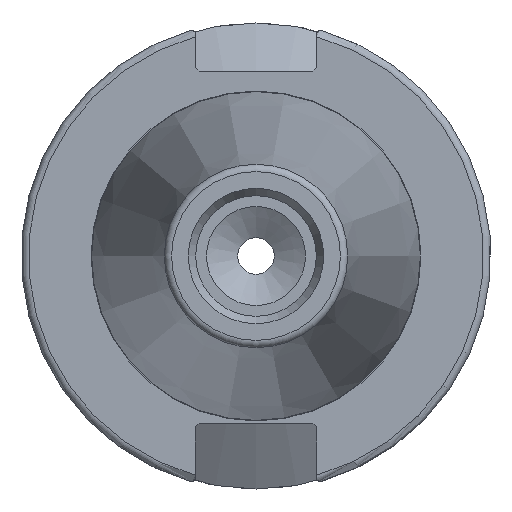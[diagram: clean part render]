
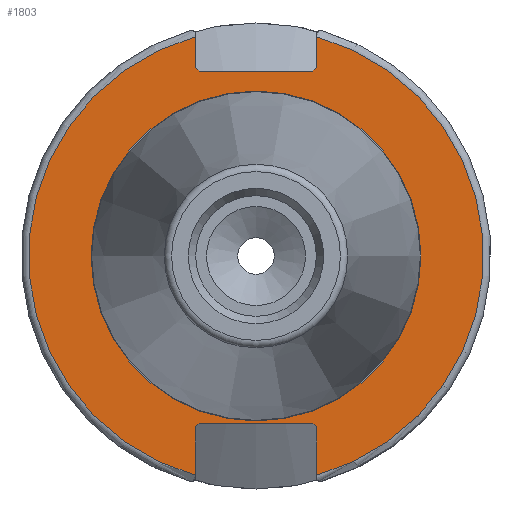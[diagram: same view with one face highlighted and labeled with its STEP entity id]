
A CAD part, left-side view. The second image highlights one B-rep face of the part: STEP entity #1803.
In plain terms, the highlighted planar face has unit normal (-1, 0, 0).
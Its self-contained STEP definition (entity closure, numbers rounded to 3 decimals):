
#364=FACE_BOUND('',#560,.T.);
#382=PLANE('',#2049);
#456=FACE_OUTER_BOUND('',#559,.T.);
#559=EDGE_LOOP('',(#1376,#1377,#1378,#1379,#1380,#1381,#1382,#1383,#1384,
#1385,#1386,#1387));
#560=EDGE_LOOP('',(#1388));
#661=LINE('',#2916,#756);
#662=LINE('',#2918,#757);
#663=LINE('',#2920,#758);
#664=LINE('',#2922,#759);
#665=LINE('',#2924,#760);
#666=LINE('',#2928,#761);
#667=LINE('',#2930,#762);
#668=LINE('',#2932,#763);
#669=LINE('',#2934,#764);
#670=LINE('',#2935,#765);
#756=VECTOR('',#2354,10.);
#757=VECTOR('',#2355,10.);
#758=VECTOR('',#2356,10.);
#759=VECTOR('',#2357,10.);
#760=VECTOR('',#2358,10.);
#761=VECTOR('',#2361,10.);
#762=VECTOR('',#2362,10.);
#763=VECTOR('',#2363,10.);
#764=VECTOR('',#2364,10.);
#765=VECTOR('',#2365,10.);
#861=CIRCLE('',#2047,22.3);
#863=CIRCLE('',#2050,30.75);
#864=CIRCLE('',#2051,30.75);
#962=VERTEX_POINT('',#2907);
#963=VERTEX_POINT('',#2912);
#964=VERTEX_POINT('',#2913);
#965=VERTEX_POINT('',#2915);
#966=VERTEX_POINT('',#2917);
#967=VERTEX_POINT('',#2919);
#968=VERTEX_POINT('',#2921);
#969=VERTEX_POINT('',#2923);
#970=VERTEX_POINT('',#2925);
#971=VERTEX_POINT('',#2927);
#972=VERTEX_POINT('',#2929);
#973=VERTEX_POINT('',#2931);
#974=VERTEX_POINT('',#2933);
#1119=EDGE_CURVE('',#962,#962,#861,.T.);
#1121=EDGE_CURVE('',#963,#964,#863,.T.);
#1122=EDGE_CURVE('',#963,#965,#661,.T.);
#1123=EDGE_CURVE('',#966,#965,#662,.T.);
#1124=EDGE_CURVE('',#966,#967,#663,.T.);
#1125=EDGE_CURVE('',#968,#967,#664,.T.);
#1126=EDGE_CURVE('',#968,#969,#665,.T.);
#1127=EDGE_CURVE('',#970,#969,#864,.T.);
#1128=EDGE_CURVE('',#970,#971,#666,.T.);
#1129=EDGE_CURVE('',#972,#971,#667,.T.);
#1130=EDGE_CURVE('',#972,#973,#668,.T.);
#1131=EDGE_CURVE('',#974,#973,#669,.T.);
#1132=EDGE_CURVE('',#974,#964,#670,.T.);
#1376=ORIENTED_EDGE('',*,*,#1121,.F.);
#1377=ORIENTED_EDGE('',*,*,#1122,.T.);
#1378=ORIENTED_EDGE('',*,*,#1123,.F.);
#1379=ORIENTED_EDGE('',*,*,#1124,.T.);
#1380=ORIENTED_EDGE('',*,*,#1125,.F.);
#1381=ORIENTED_EDGE('',*,*,#1126,.T.);
#1382=ORIENTED_EDGE('',*,*,#1127,.F.);
#1383=ORIENTED_EDGE('',*,*,#1128,.T.);
#1384=ORIENTED_EDGE('',*,*,#1129,.F.);
#1385=ORIENTED_EDGE('',*,*,#1130,.T.);
#1386=ORIENTED_EDGE('',*,*,#1131,.F.);
#1387=ORIENTED_EDGE('',*,*,#1132,.T.);
#1388=ORIENTED_EDGE('',*,*,#1119,.F.);
#1803=ADVANCED_FACE('',(#456,#364),#382,.T.);
#2047=AXIS2_PLACEMENT_3D('',#2909,#2346,#2347);
#2049=AXIS2_PLACEMENT_3D('',#2911,#2350,#2351);
#2050=AXIS2_PLACEMENT_3D('',#2914,#2352,#2353);
#2051=AXIS2_PLACEMENT_3D('',#2926,#2359,#2360);
#2346=DIRECTION('center_axis',(-1.,0.,0.));
#2347=DIRECTION('ref_axis',(0.,-1.,0.));
#2350=DIRECTION('center_axis',(-1.,0.,0.));
#2351=DIRECTION('ref_axis',(0.,0.,1.));
#2352=DIRECTION('center_axis',(1.,0.,0.));
#2353=DIRECTION('ref_axis',(0.,-1.,0.));
#2354=DIRECTION('',(0.,0.,-1.));
#2355=DIRECTION('',(0.,-0.707,0.707));
#2356=DIRECTION('',(0.,1.,0.));
#2357=DIRECTION('',(0.,-0.707,-0.707));
#2358=DIRECTION('',(0.,0.,1.));
#2359=DIRECTION('center_axis',(1.,0.,0.));
#2360=DIRECTION('ref_axis',(0.,1.,0.));
#2361=DIRECTION('',(0.,0.,1.));
#2362=DIRECTION('',(0.,0.707,-0.707));
#2363=DIRECTION('',(0.,-1.,0.));
#2364=DIRECTION('',(0.,0.707,0.707));
#2365=DIRECTION('',(0.,0.,-1.));
#2907=CARTESIAN_POINT('',(3.175,0.,22.3));
#2909=CARTESIAN_POINT('Origin',(3.175,0.,0.));
#2911=CARTESIAN_POINT('Origin',(3.175,31.75,0.));
#2912=CARTESIAN_POINT('',(3.175,-8.19,29.639));
#2913=CARTESIAN_POINT('',(3.175,-8.19,-29.639));
#2914=CARTESIAN_POINT('Origin',(3.175,0.,0.));
#2915=CARTESIAN_POINT('',(3.175,-8.19,25.5));
#2916=CARTESIAN_POINT('',(3.175,-8.19,12.5));
#2917=CARTESIAN_POINT('',(3.175,-7.69,25.));
#2918=CARTESIAN_POINT('',(3.175,8.295,9.015));
#2919=CARTESIAN_POINT('',(3.175,7.69,25.));
#2920=CARTESIAN_POINT('',(3.175,15.875,25.));
#2921=CARTESIAN_POINT('',(3.175,8.19,25.5));
#2922=CARTESIAN_POINT('',(3.175,7.58,24.89));
#2923=CARTESIAN_POINT('',(3.175,8.19,29.639));
#2924=CARTESIAN_POINT('',(3.175,8.19,12.5));
#2925=CARTESIAN_POINT('',(3.175,8.19,-29.639));
#2926=CARTESIAN_POINT('Origin',(3.175,0.,0.));
#2927=CARTESIAN_POINT('',(3.175,8.19,-23.1));
#2928=CARTESIAN_POINT('',(3.175,8.19,-11.3));
#2929=CARTESIAN_POINT('',(3.175,7.69,-22.6));
#2930=CARTESIAN_POINT('',(3.175,8.18,-23.09));
#2931=CARTESIAN_POINT('',(3.175,-7.69,-22.6));
#2932=CARTESIAN_POINT('',(3.175,15.875,-22.6));
#2933=CARTESIAN_POINT('',(3.175,-8.19,-23.1));
#2934=CARTESIAN_POINT('',(3.175,7.695,-7.215));
#2935=CARTESIAN_POINT('',(3.175,-8.19,-11.3));
